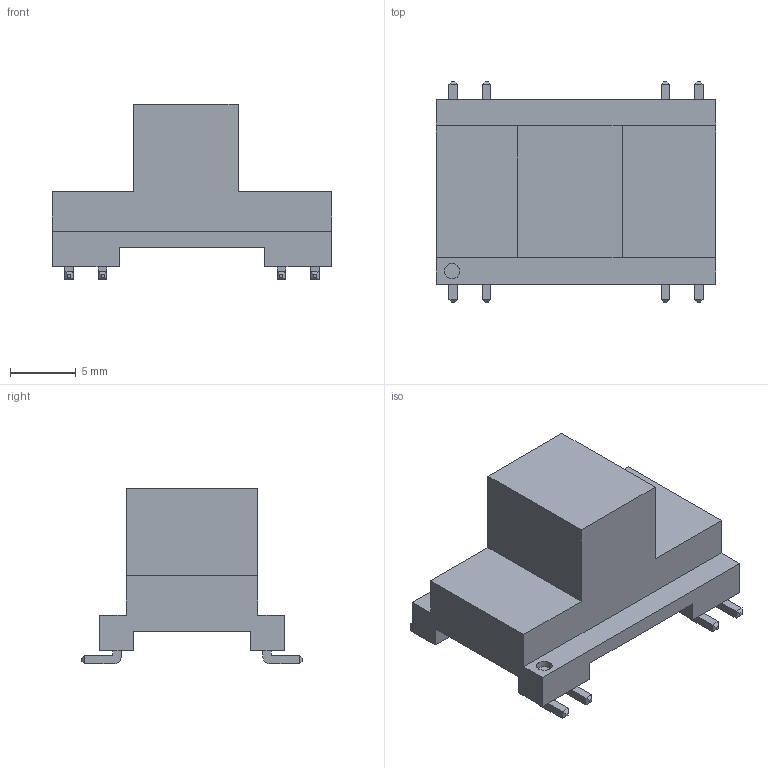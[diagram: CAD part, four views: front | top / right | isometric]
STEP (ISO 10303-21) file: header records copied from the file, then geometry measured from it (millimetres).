
FILE_DESCRIPTION(('FreeCAD Model'),'2;1');
FILE_NAME('Ag9900.step','2017-03-23T14:40:38',( ''),(''),'Open CASCADE STEP processor 6.8','FreeCAD','Unknown');
FILE_SCHEMA(('AUTOMOTIVE_DESIGN_CC2 { 1 2 10303 214 -1 1 5 4 }'));
Length unit declared in the file: millimetre
Products named in the file (2): ASSEMBLY; Fillet
Assembly tree (1 placements, depth 2):
  ASSEMBLY
    Fillet
Bounding box: 21.19 x 16.74 x 13.35 mm (x, y, z)
Volume: 1606.9 mm3; surface area: 1260.1 mm2
Topology: 1 solids, 1 shells, 124 faces, 307 edges, 194 vertices
Faces by surface type: plane 115, cylinder 9
Full cylindrical faces by diameter (mm): 1.166 x1
Entity records: 7618 total; most frequent: CARTESIAN_POINT 1271, DIRECTION 1186, LINE 885, VECTOR 885, ORIENTED_EDGE 614, PCURVE 614, DEFINITIONAL_REPRESENTATION 614, EDGE_CURVE 307
